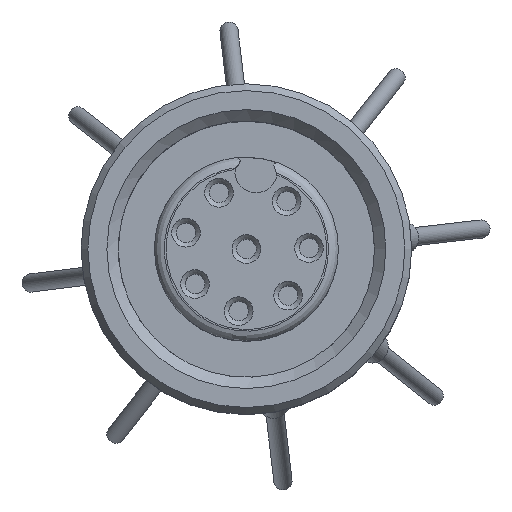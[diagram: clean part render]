
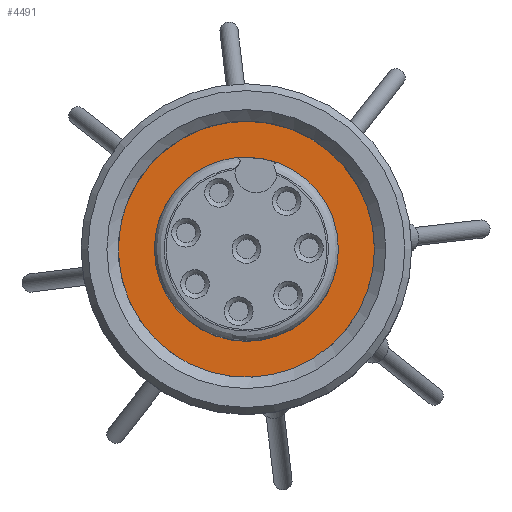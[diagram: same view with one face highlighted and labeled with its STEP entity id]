
A CAD part, top view. The second image highlights one B-rep face of the part: STEP entity #4491.
In plain terms, the highlighted planar face has unit normal (0, 0, 1).
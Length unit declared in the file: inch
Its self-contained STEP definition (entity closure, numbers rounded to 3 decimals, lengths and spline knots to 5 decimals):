
#173 = CARTESIAN_POINT ( 'NONE',  ( -0.01663, 0.00206, -0.3189 ) ) ;
#475 = CARTESIAN_POINT ( 'NONE',  ( -0.01663, 0.00206, -0.3189 ) ) ;
#529 = VERTEX_POINT ( 'NONE', #4333 ) ;
#541 = CIRCLE ( 'NONE', #4013, 0.15923 ) ;
#1110 = EDGE_CURVE ( 'NONE', #529, #529, #2053, .T. ) ;
#1157 = FACE_BOUND ( 'NONE', #4334, .T. ) ;
#1276 = DIRECTION ( 'NONE',  ( -1., 0., 0. ) ) ;
#1817 = ORIENTED_EDGE ( 'NONE', *, *, #5388, .T. ) ;
#1932 = DIRECTION ( 'NONE',  ( 0., 0., 1. ) ) ;
#2053 = CIRCLE ( 'NONE', #4892, 0.22173 ) ;
#2151 = CARTESIAN_POINT ( 'NONE',  ( -0.01663, 0.00206, -0.3189 ) ) ;
#2215 = DIRECTION ( 'NONE',  ( 0., 0., -1. ) ) ;
#2352 = AXIS2_PLACEMENT_3D ( 'NONE', #173, #1932, #3301 ) ;
#2815 = PLANE ( 'NONE',  #2352 ) ;
#3301 = DIRECTION ( 'NONE',  ( 1., 0., 0. ) ) ;
#3900 = DIRECTION ( 'NONE',  ( 0., 0., 1. ) ) ;
#4013 = AXIS2_PLACEMENT_3D ( 'NONE', #475, #2215, #1276 ) ;
#4333 = CARTESIAN_POINT ( 'NONE',  ( 0.20509, 0.00206, -0.3189 ) ) ;
#4334 = EDGE_LOOP ( 'NONE', ( #1817 ) ) ;
#4491 = ADVANCED_FACE ( 'NONE', ( #5082, #1157 ), #2815, .T. ) ;
#4892 = AXIS2_PLACEMENT_3D ( 'NONE', #2151, #3900, #5240 ) ;
#5022 = ORIENTED_EDGE ( 'NONE', *, *, #1110, .T. ) ;
#5082 = FACE_OUTER_BOUND ( 'NONE', #5304, .T. ) ;
#5125 = CARTESIAN_POINT ( 'NONE',  ( -0.17586, 0.00206, -0.3189 ) ) ;
#5150 = VERTEX_POINT ( 'NONE', #5125 ) ;
#5240 = DIRECTION ( 'NONE',  ( 1., 0., 0. ) ) ;
#5304 = EDGE_LOOP ( 'NONE', ( #5022 ) ) ;
#5388 = EDGE_CURVE ( 'NONE', #5150, #5150, #541, .T. ) ;
